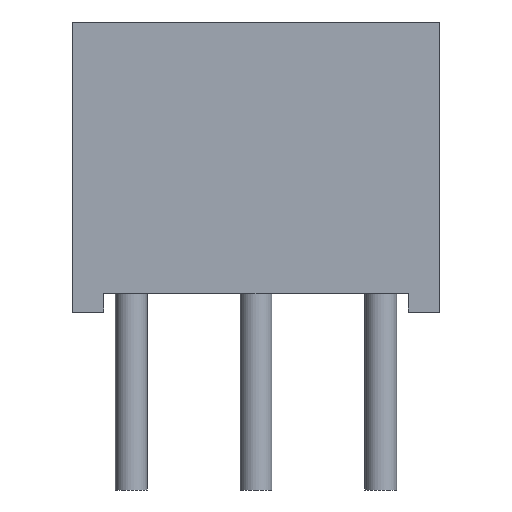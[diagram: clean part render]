
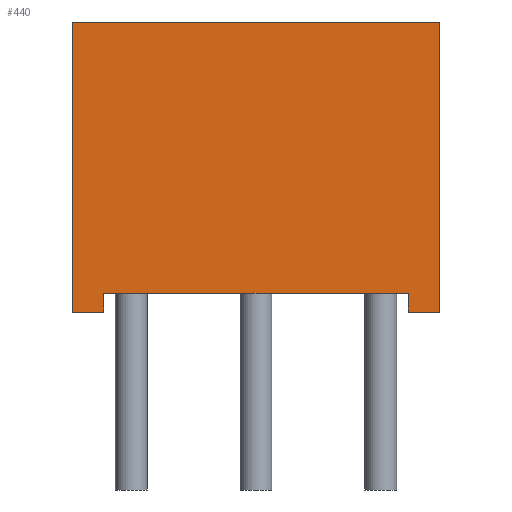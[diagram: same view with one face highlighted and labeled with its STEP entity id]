
A CAD part, front view. The second image highlights one B-rep face of the part: STEP entity #440.
In plain terms, the highlighted planar face has unit normal (0, -1, 0).
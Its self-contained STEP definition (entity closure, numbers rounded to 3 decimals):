
#253 = VERTEX_POINT('',#254);
#254 = CARTESIAN_POINT('',(-1.205,-1.27,0.));
#262 = VERTEX_POINT('',#263);
#263 = CARTESIAN_POINT('',(-0.555,-1.27,0.));
#269 = EDGE_CURVE('',#262,#253,#270,.T.);
#270 = LINE('',#271,#272);
#271 = CARTESIAN_POINT('',(6.285,-1.27,0.));
#272 = VECTOR('',#273,1.);
#273 = DIRECTION('',(-1.,0.,0.));
#283 = EDGE_CURVE('',#284,#262,#286,.T.);
#284 = VERTEX_POINT('',#285);
#285 = CARTESIAN_POINT('',(-0.555,-1.27,0.38));
#286 = LINE('',#287,#288);
#287 = CARTESIAN_POINT('',(-0.555,-1.27,0.38));
#288 = VECTOR('',#289,1.);
#289 = DIRECTION('',(0.,0.,-1.));
#307 = EDGE_CURVE('',#308,#284,#310,.T.);
#308 = VERTEX_POINT('',#309);
#309 = CARTESIAN_POINT('',(5.635,-1.27,0.38));
#310 = LINE('',#311,#312);
#311 = CARTESIAN_POINT('',(5.635,-1.27,0.38));
#312 = VECTOR('',#313,1.);
#313 = DIRECTION('',(-1.,0.,0.));
#331 = EDGE_CURVE('',#332,#308,#334,.T.);
#332 = VERTEX_POINT('',#333);
#333 = CARTESIAN_POINT('',(5.635,-1.27,0.));
#334 = LINE('',#335,#336);
#335 = CARTESIAN_POINT('',(5.635,-1.27,0.));
#336 = VECTOR('',#337,1.);
#337 = DIRECTION('',(0.,0.,1.));
#358 = VERTEX_POINT('',#359);
#359 = CARTESIAN_POINT('',(6.285,-1.27,0.));
#365 = EDGE_CURVE('',#358,#332,#366,.T.);
#366 = LINE('',#367,#368);
#367 = CARTESIAN_POINT('',(6.285,-1.27,0.));
#368 = VECTOR('',#369,1.);
#369 = DIRECTION('',(-1.,0.,0.));
#381 = VERTEX_POINT('',#382);
#382 = CARTESIAN_POINT('',(6.285,-1.27,5.906));
#388 = EDGE_CURVE('',#358,#381,#389,.T.);
#389 = LINE('',#390,#391);
#390 = CARTESIAN_POINT('',(6.285,-1.27,0.));
#391 = VECTOR('',#392,1.);
#392 = DIRECTION('',(0.,0.,1.));
#405 = EDGE_CURVE('',#381,#406,#408,.T.);
#406 = VERTEX_POINT('',#407);
#407 = CARTESIAN_POINT('',(-1.205,-1.27,5.906));
#408 = LINE('',#409,#410);
#409 = CARTESIAN_POINT('',(6.285,-1.27,5.906));
#410 = VECTOR('',#411,1.);
#411 = DIRECTION('',(-1.,0.,0.));
#427 = EDGE_CURVE('',#253,#406,#428,.T.);
#428 = LINE('',#429,#430);
#429 = CARTESIAN_POINT('',(-1.205,-1.27,0.));
#430 = VECTOR('',#431,1.);
#431 = DIRECTION('',(0.,0.,1.));
#440 = ADVANCED_FACE('',(#441),#451,.T.);
#441 = FACE_BOUND('',#442,.T.);
#442 = EDGE_LOOP('',(#443,#444,#445,#446,#447,#448,#449,#450));
#443 = ORIENTED_EDGE('',*,*,#365,.F.);
#444 = ORIENTED_EDGE('',*,*,#388,.T.);
#445 = ORIENTED_EDGE('',*,*,#405,.T.);
#446 = ORIENTED_EDGE('',*,*,#427,.F.);
#447 = ORIENTED_EDGE('',*,*,#269,.F.);
#448 = ORIENTED_EDGE('',*,*,#283,.F.);
#449 = ORIENTED_EDGE('',*,*,#307,.F.);
#450 = ORIENTED_EDGE('',*,*,#331,.F.);
#451 = PLANE('',#452);
#452 = AXIS2_PLACEMENT_3D('',#453,#454,#455);
#453 = CARTESIAN_POINT('',(6.285,-1.27,0.));
#454 = DIRECTION('',(0.,-1.,0.));
#455 = DIRECTION('',(-1.,0.,0.));
